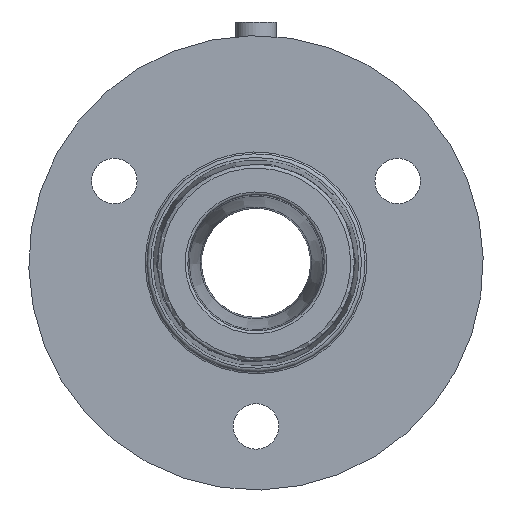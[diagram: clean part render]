
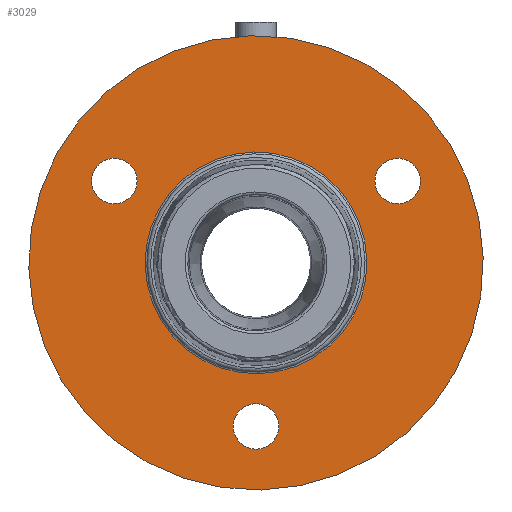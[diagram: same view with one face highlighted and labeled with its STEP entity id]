
A CAD part, front view. The second image highlights one B-rep face of the part: STEP entity #3029.
In plain terms, the highlighted planar face has unit normal (0, -1, 0).
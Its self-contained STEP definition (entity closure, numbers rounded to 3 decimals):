
#51=FACE_BOUND('',#406,.T.);
#52=FACE_BOUND('',#407,.T.);
#53=FACE_BOUND('',#408,.T.);
#54=FACE_BOUND('',#409,.T.);
#74=PLANE('',#3260);
#227=FACE_OUTER_BOUND('',#405,.T.);
#405=EDGE_LOOP('',(#2285));
#406=EDGE_LOOP('',(#2286));
#407=EDGE_LOOP('',(#2287));
#408=EDGE_LOOP('',(#2288));
#409=EDGE_LOOP('',(#2289));
#1196=CIRCLE('',#3188,25.);
#1246=CIRCLE('',#3261,12.2);
#1247=CIRCLE('',#3262,2.5);
#1248=CIRCLE('',#3263,2.5);
#1249=CIRCLE('',#3264,2.5);
#1324=VERTEX_POINT('',#4378);
#1464=VERTEX_POINT('',#4930);
#1465=VERTEX_POINT('',#4932);
#1466=VERTEX_POINT('',#4934);
#1467=VERTEX_POINT('',#4936);
#1632=EDGE_CURVE('',#1324,#1324,#1196,.T.);
#1786=EDGE_CURVE('',#1464,#1464,#1246,.F.);
#1787=EDGE_CURVE('',#1465,#1465,#1247,.T.);
#1788=EDGE_CURVE('',#1466,#1466,#1248,.T.);
#1789=EDGE_CURVE('',#1467,#1467,#1249,.T.);
#2285=ORIENTED_EDGE('',*,*,#1632,.F.);
#2286=ORIENTED_EDGE('',*,*,#1786,.F.);
#2287=ORIENTED_EDGE('',*,*,#1787,.T.);
#2288=ORIENTED_EDGE('',*,*,#1788,.T.);
#2289=ORIENTED_EDGE('',*,*,#1789,.T.);
#3029=ADVANCED_FACE('',(#227,#51,#52,#53,#54),#74,.F.);
#3188=AXIS2_PLACEMENT_3D('',#4380,#3483,#3484);
#3260=AXIS2_PLACEMENT_3D('',#4929,#3729,#3730);
#3261=AXIS2_PLACEMENT_3D('',#4931,#3731,#3732);
#3262=AXIS2_PLACEMENT_3D('',#4933,#3733,#3734);
#3263=AXIS2_PLACEMENT_3D('',#4935,#3735,#3736);
#3264=AXIS2_PLACEMENT_3D('',#4937,#3737,#3738);
#3483=DIRECTION('center_axis',(0.,1.,0.));
#3484=DIRECTION('ref_axis',(0.,0.,-1.));
#3729=DIRECTION('center_axis',(0.,1.,0.));
#3730=DIRECTION('ref_axis',(1.,0.,0.));
#3731=DIRECTION('center_axis',(0.,1.,0.));
#3732=DIRECTION('ref_axis',(0.,0.,-1.));
#3733=DIRECTION('center_axis',(0.,1.,0.));
#3734=DIRECTION('ref_axis',(0.,0.,-1.));
#3735=DIRECTION('center_axis',(0.,1.,0.));
#3736=DIRECTION('ref_axis',(0.,0.,-1.));
#3737=DIRECTION('center_axis',(0.,1.,0.));
#3738=DIRECTION('ref_axis',(0.,0.,-1.));
#4378=CARTESIAN_POINT('',(-11.986,-5.,-21.94));
#4380=CARTESIAN_POINT('Origin',(0.,-5.,0.));
#4929=CARTESIAN_POINT('Origin',(0.,-5.,12.));
#4930=CARTESIAN_POINT('',(5.849,-5.,10.707));
#4931=CARTESIAN_POINT('Origin',(0.,-5.,0.));
#4932=CARTESIAN_POINT('',(-13.088,-5.,9.));
#4933=CARTESIAN_POINT('Origin',(-15.588,-5.,9.));
#4934=CARTESIAN_POINT('',(18.088,-5.,9.));
#4935=CARTESIAN_POINT('Origin',(15.588,-5.,9.));
#4936=CARTESIAN_POINT('',(2.5,-5.,-18.));
#4937=CARTESIAN_POINT('Origin',(0.,-5.,-18.));
